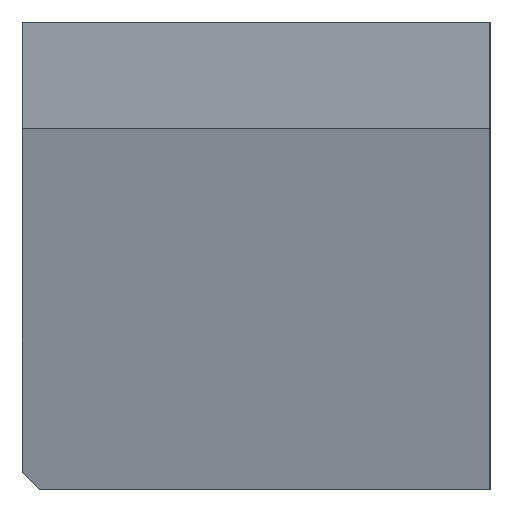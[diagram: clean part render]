
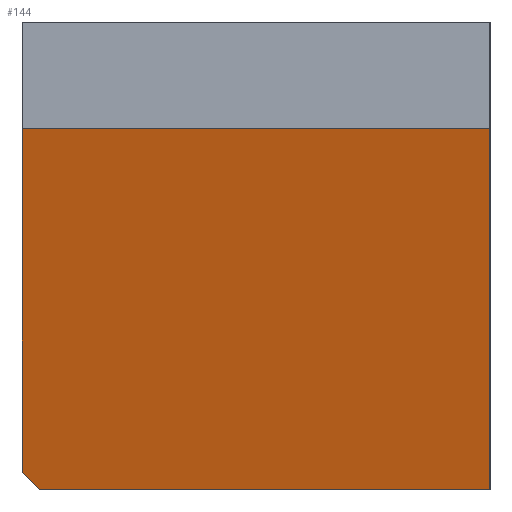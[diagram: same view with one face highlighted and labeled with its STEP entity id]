
A CAD part, left-side view. The second image highlights one B-rep face of the part: STEP entity #144.
In plain terms, the highlighted planar face has unit normal (-0.943, 0.334, 0).
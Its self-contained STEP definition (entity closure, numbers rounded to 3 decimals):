
#144=ADVANCED_FACE('NONE',(#340),#341,.F.);
#340=FACE_OUTER_BOUND('',#585,.T.);
#341=PLANE('',#586);
#585=EDGE_LOOP('',(#1069,#1070,#1071,#1072,#1073));
#586=AXIS2_PLACEMENT_3D('',#1074,#1075,#1076);
#1069=ORIENTED_EDGE('',*,*,#1694,.T.);
#1070=ORIENTED_EDGE('',*,*,#1752,.T.);
#1071=ORIENTED_EDGE('',*,*,#1753,.T.);
#1072=ORIENTED_EDGE('',*,*,#1684,.F.);
#1073=ORIENTED_EDGE('',*,*,#1754,.T.);
#1074=CARTESIAN_POINT('',(-14.01,-39.5,79.0));
#1075=DIRECTION('',(0.942,-0.334,0.0));
#1076=DIRECTION('',(0.0,0.0,-1.0));
#1684=EDGE_CURVE('NONE',#2101,#2103,#2104,.T.);
#1694=EDGE_CURVE('NONE',#2119,#2117,#2120,.T.);
#1752=EDGE_CURVE('NONE',#2117,#2216,#2217,.T.);
#1753=EDGE_CURVE('NONE',#2216,#2103,#2218,.T.);
#1754=EDGE_CURVE('NONE',#2101,#2119,#2219,.T.);
#2101=VERTEX_POINT('NONE',#2689);
#2103=VERTEX_POINT('NONE',#2692);
#2104=LINE('',#2693,#2694);
#2117=VERTEX_POINT('NONE',#2713);
#2119=VERTEX_POINT('NONE',#2716);
#2120=LINE('',#2717,#2718);
#2216=VERTEX_POINT('NONE',#2870);
#2217=LINE('',#2871,#2872);
#2218=LINE('',#2873,#2874);
#2219=LINE('',#2875,#2876);
#2689=CARTESIAN_POINT('',(-14.01,-39.5,61.0));
#2692=CARTESIAN_POINT('',(-14.01,-39.5,0.0));
#2693=CARTESIAN_POINT('',(-14.01,-39.5,79.0));
#2694=VECTOR('',#3138,1000.0);
#2713=CARTESIAN_POINT('',(14.01,39.5,3.));
#2716=CARTESIAN_POINT('',(14.01,39.5,61.0));
#2717=CARTESIAN_POINT('',(14.01,39.5,79.0));
#2718=VECTOR('',#3146,1000.0);
#2870=CARTESIAN_POINT('',(12.946,36.5,0.0));
#2871=CARTESIAN_POINT('',(14.01,39.5,3.));
#2872=VECTOR('',#3203,1000.0);
#2873=CARTESIAN_POINT('',(-14.01,-39.5,0.0));
#2874=VECTOR('',#3204,1000.0);
#2875=CARTESIAN_POINT('',(-14.01,-39.5,61.0));
#2876=VECTOR('',#3205,1000.0);
#3138=DIRECTION('',(-0.0,-0.0,-1.0));
#3146=DIRECTION('',(-0.0,-0.0,-1.0));
#3203=DIRECTION('',(-0.243,-0.686,-0.686));
#3204=DIRECTION('',(-0.334,-0.942,-0.0));
#3205=DIRECTION('',(0.334,0.942,0.0));
